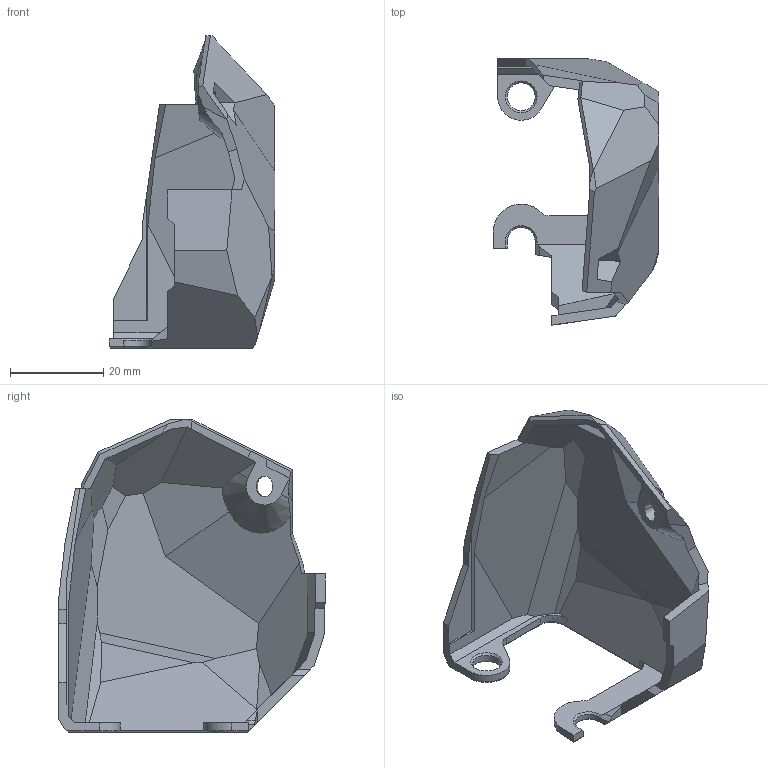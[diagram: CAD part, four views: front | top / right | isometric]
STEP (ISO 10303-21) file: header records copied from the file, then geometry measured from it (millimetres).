
FILE_DESCRIPTION (( 'STEP AP203' ), '1' );
FILE_NAME ('LGX_SB_Cover-r00q - Standard.STEP', '2023-01-15T22:44:19', ( '' ), ( '' ), 'SwSTEP 2.0', 'SolidWorks 2022', '' );
FILE_SCHEMA (( 'CONFIG_CONTROL_DESIGN' ));
Length unit declared in the file: millimetre
Products named in the file (1): LGX_SB_Cover-r00q - Standard
Bounding box: 35.5 x 57.1 x 66.9 mm (x, y, z)
Volume: 10931.7 mm3; surface area: 11525.3 mm2
Topology: 1 solids, 1 shells, 149 faces, 415 edges, 271 vertices
Faces by surface type: plane 129, cylinder 9, cone 8, bspline 3
Full cylindrical faces by diameter (mm): 6 x1
Entity records: 5208 total; most frequent: CARTESIAN_POINT 1349, ORIENTED_EDGE 824, DIRECTION 711, EDGE_CURVE 412, LINE 369, VECTOR 369, VERTEX_POINT 270, AXIS2_PLACEMENT_3D 171
